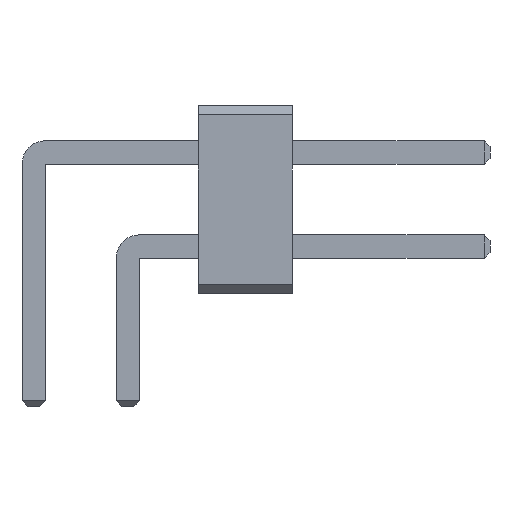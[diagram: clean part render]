
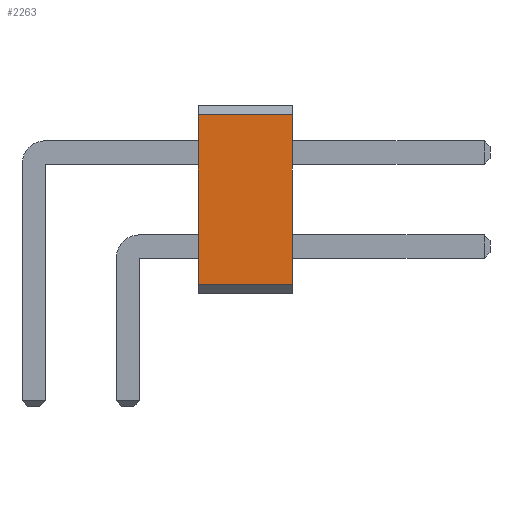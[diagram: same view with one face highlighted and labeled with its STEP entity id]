
A CAD part, front view. The second image highlights one B-rep face of the part: STEP entity #2263.
In plain terms, the highlighted planar face has unit normal (0, -1, 0).
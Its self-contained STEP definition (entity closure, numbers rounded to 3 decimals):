
#13=DIRECTION('',(0.,0.,1.));
#27=VECTOR('',#28,1.);
#28=DIRECTION('',(1.,0.,0.));
#57=DIRECTION('',(0.,-1.,0.));
#2250=VERTEX_POINT('',#2251);
#2251=CARTESIAN_POINT('',(5.5,-77.,0.2));
#2254=EDGE_CURVE('',#2255,#2250,#2257,.T.);
#2255=VERTEX_POINT('',#2256);
#2256=CARTESIAN_POINT('',(3.5,-77.,0.2));
#2257=LINE('',#2256,#27);
#2263=ADVANCED_FACE('',(#2264),#2281,.T.);
#2264=FACE_BOUND('',#2265,.T.);
#2265=EDGE_LOOP('',(#2266,#2267,#2273,#2278));
#2266=ORIENTED_EDGE('',*,*,#2254,.T.);
#2267=ORIENTED_EDGE('',*,*,#2268,.T.);
#2268=EDGE_CURVE('',#2250,#2269,#2271,.T.);
#2269=VERTEX_POINT('',#2270);
#2270=CARTESIAN_POINT('',(5.5,-77.,3.8));
#2271=LINE('',#2251,#2272);
#2272=VECTOR('',#13,1.);
#2273=ORIENTED_EDGE('',*,*,#2274,.F.);
#2274=EDGE_CURVE('',#2275,#2269,#2277,.T.);
#2275=VERTEX_POINT('',#2276);
#2276=CARTESIAN_POINT('',(3.5,-77.,3.8));
#2277=LINE('',#2276,#27);
#2278=ORIENTED_EDGE('',*,*,#2279,.F.);
#2279=EDGE_CURVE('',#2255,#2275,#2280,.T.);
#2280=LINE('',#2256,#2272);
#2281=PLANE('',#2282);
#2282=AXIS2_PLACEMENT_3D('',#2256,#57,#13);
